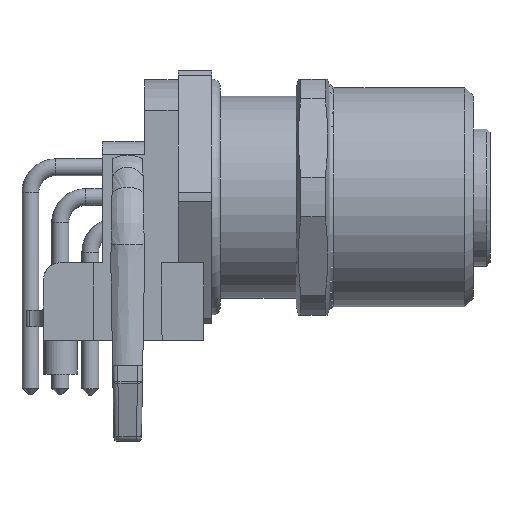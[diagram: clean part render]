
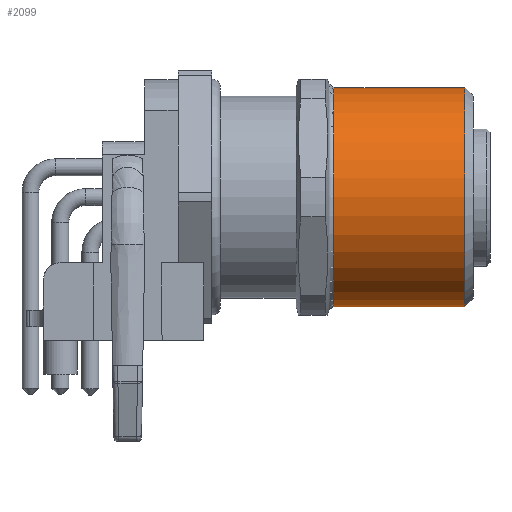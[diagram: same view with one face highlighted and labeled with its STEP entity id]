
A CAD part, left-side view. The second image highlights one B-rep face of the part: STEP entity #2099.
In plain terms, the highlighted cylindrical face has radius 6.5 mm (diameter 13 mm), a full revolution.
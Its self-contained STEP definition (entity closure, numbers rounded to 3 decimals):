
#2099=ADVANCED_FACE('',(#2401,#2402),#2320,.T.);
#2320=CYLINDRICAL_SURFACE('',#6776,6.5);
#2401=FACE_BOUND('',#2712,.T.);
#2402=FACE_BOUND('',#2713,.T.);
#2712=EDGE_LOOP('',(#3963));
#2713=EDGE_LOOP('',(#3964));
#3963=ORIENTED_EDGE('',*,*,#5862,.T.);
#3964=ORIENTED_EDGE('',*,*,#5863,.T.);
#5070=VERTEX_POINT('',#10800);
#5071=VERTEX_POINT('',#10802);
#5862=EDGE_CURVE('',#5070,#5070,#6343,.T.);
#5863=EDGE_CURVE('',#5071,#5071,#6344,.T.);
#6343=CIRCLE('',#6774,6.5);
#6344=CIRCLE('',#6775,6.5);
#6774=AXIS2_PLACEMENT_3D('',#10799,#7971,#7972);
#6775=AXIS2_PLACEMENT_3D('',#10801,#7973,#7974);
#6776=AXIS2_PLACEMENT_3D('',#10803,#7975,#7976);
#7971=DIRECTION('',(0.,-1.,0.));
#7972=DIRECTION('',(-0.5,0.,0.866));
#7973=DIRECTION('',(0.,1.,0.));
#7974=DIRECTION('',(0.5,0.,-0.866));
#7975=DIRECTION('',(0.,-1.,0.));
#7976=DIRECTION('',(-0.5,0.,0.866));
#10799=CARTESIAN_POINT('',(0.,-9.23,0.));
#10800=CARTESIAN_POINT('',(-3.25,-9.23,5.629));
#10801=CARTESIAN_POINT('',(0.,-17.,0.));
#10802=CARTESIAN_POINT('',(3.25,-17.,-5.629));
#10803=CARTESIAN_POINT('',(0.,-17.5,0.));
